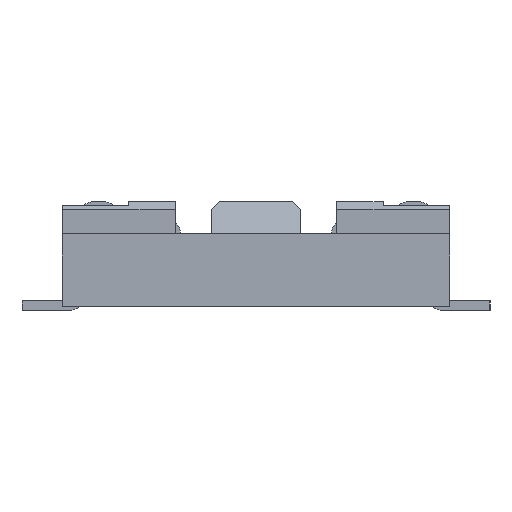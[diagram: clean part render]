
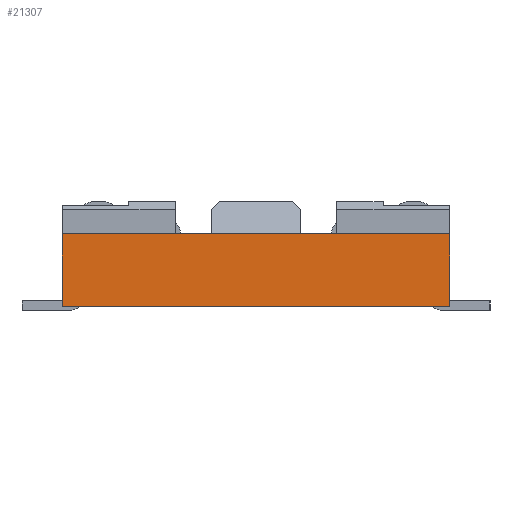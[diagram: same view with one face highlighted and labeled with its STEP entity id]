
A CAD part, left-side view. The second image highlights one B-rep face of the part: STEP entity #21307.
In plain terms, the highlighted planar face has unit normal (-1, 0, 0).
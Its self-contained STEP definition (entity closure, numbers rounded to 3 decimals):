
#894 = DIRECTION ( 'NONE',  ( 0., 0., 1. ) ) ;
#2137 = DIRECTION ( 'NONE',  ( 0., 1., 0. ) ) ;
#2481 = CARTESIAN_POINT ( 'NONE',  ( -11.5, -2.4, 0.95 ) ) ;
#2483 = EDGE_CURVE ( 'NONE', #35382, #20440, #37901, .T. ) ;
#6538 = VECTOR ( 'NONE', #22834, 1000. ) ;
#9665 = LINE ( 'NONE', #10133, #6538 ) ;
#10133 = CARTESIAN_POINT ( 'NONE',  ( -11.5, 2.4, 1.3 ) ) ;
#10900 = DIRECTION ( 'NONE',  ( 0., -1., 0. ) ) ;
#12232 = AXIS2_PLACEMENT_3D ( 'NONE', #17764, #34421, #10900 ) ;
#13630 = VERTEX_POINT ( 'NONE', #38255 ) ;
#15501 = CARTESIAN_POINT ( 'NONE',  ( -11.5, -2.4, 0.05 ) ) ;
#17193 = VECTOR ( 'NONE', #2137, 1000. ) ;
#17764 = CARTESIAN_POINT ( 'NONE',  ( -11.5, -2.4, 0.95 ) ) ;
#17785 = CARTESIAN_POINT ( 'NONE',  ( -11.5, -2.4, 0.05 ) ) ;
#17860 = ORIENTED_EDGE ( 'NONE', *, *, #43049, .F. ) ;
#20273 = ORIENTED_EDGE ( 'NONE', *, *, #41166, .F. ) ;
#20440 = VERTEX_POINT ( 'NONE', #33968 ) ;
#21307 = ADVANCED_FACE ( 'NONE', ( #33812 ), #24636, .T. ) ;
#22397 = ORIENTED_EDGE ( 'NONE', *, *, #37620, .T. ) ;
#22439 = ORIENTED_EDGE ( 'NONE', *, *, #2483, .T. ) ;
#22834 = DIRECTION ( 'NONE',  ( 0., 0., 1. ) ) ;
#23752 = CARTESIAN_POINT ( 'NONE',  ( -11.5, -2.4, 0.95 ) ) ;
#24428 = LINE ( 'NONE', #2481, #39582 ) ;
#24636 = PLANE ( 'NONE',  #12232 ) ;
#27883 = EDGE_LOOP ( 'NONE', ( #22397, #17860, #20273, #22439 ) ) ;
#28982 = VECTOR ( 'NONE', #894, 1000. ) ;
#30741 = LINE ( 'NONE', #15501, #17193 ) ;
#32297 = VERTEX_POINT ( 'NONE', #37209 ) ;
#33812 = FACE_OUTER_BOUND ( 'NONE', #27883, .T. ) ;
#33968 = CARTESIAN_POINT ( 'NONE',  ( -11.5, -2.4, 0.95 ) ) ;
#34421 = DIRECTION ( 'NONE',  ( -1., 0., 0. ) ) ;
#35382 = VERTEX_POINT ( 'NONE', #17785 ) ;
#37209 = CARTESIAN_POINT ( 'NONE',  ( -11.5, 2.4, 0.95 ) ) ;
#37620 = EDGE_CURVE ( 'NONE', #20440, #32297, #24428, .T. ) ;
#37901 = LINE ( 'NONE', #23752, #28982 ) ;
#38255 = CARTESIAN_POINT ( 'NONE',  ( -11.5, 2.4, 0.05 ) ) ;
#38887 = DIRECTION ( 'NONE',  ( 0., 1., 0. ) ) ;
#39582 = VECTOR ( 'NONE', #38887, 1000. ) ;
#41166 = EDGE_CURVE ( 'NONE', #35382, #13630, #30741, .T. ) ;
#43049 = EDGE_CURVE ( 'NONE', #13630, #32297, #9665, .T. ) ;
